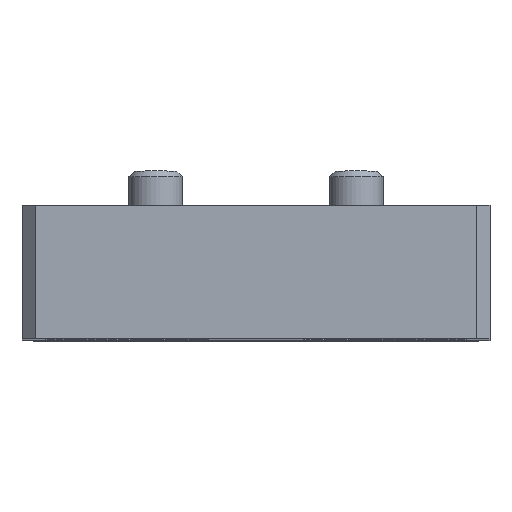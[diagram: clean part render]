
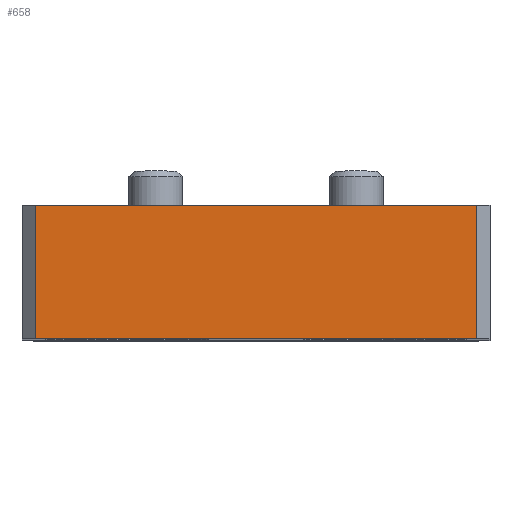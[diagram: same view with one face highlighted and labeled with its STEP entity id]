
A CAD part, top view. The second image highlights one B-rep face of the part: STEP entity #658.
In plain terms, the highlighted face is planar.
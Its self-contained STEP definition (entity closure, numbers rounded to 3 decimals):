
#129=ORIENTED_EDGE('',*,*,#284,.T.);
#130=ORIENTED_EDGE('',*,*,#285,.F.);
#131=ORIENTED_EDGE('',*,*,#286,.F.);
#132=ORIENTED_EDGE('',*,*,#282,.T.);
#282=EDGE_CURVE('',#358,#357,#417,.T.);
#284=EDGE_CURVE('',#357,#359,#419,.T.);
#285=EDGE_CURVE('',#360,#359,#420,.T.);
#286=EDGE_CURVE('',#358,#360,#421,.T.);
#357=VERTEX_POINT('',#1056);
#358=VERTEX_POINT('',#1058);
#359=VERTEX_POINT('',#1062);
#360=VERTEX_POINT('',#1064);
#417=LINE('',#1057,#459);
#419=LINE('',#1061,#461);
#420=LINE('',#1063,#462);
#421=LINE('',#1065,#463);
#459=VECTOR('',#839,1000.);
#461=VECTOR('',#843,1000.);
#462=VECTOR('',#844,1000.);
#463=VECTOR('',#845,1000.);
#490=EDGE_LOOP('',(#129,#130,#131,#132));
#560=FACE_BOUND('',#490,.T.);
#631=PLANE('',#730);
#658=ADVANCED_FACE('',(#560),#631,.F.);
#730=AXIS2_PLACEMENT_3D('',#1060,#841,#842);
#839=DIRECTION('',(0.,-1.,0.));
#841=DIRECTION('',(0.,0.,1.));
#842=DIRECTION('',(1.,0.,0.));
#843=DIRECTION('',(-1.,0.,0.));
#844=DIRECTION('',(0.,-1.,0.));
#845=DIRECTION('',(-1.,0.,0.));
#1056=CARTESIAN_POINT('',(16.5,-5.,-15.));
#1057=CARTESIAN_POINT('',(16.5,5.,-15.));
#1058=CARTESIAN_POINT('',(16.5,5.,-15.));
#1060=CARTESIAN_POINT('',(16.5,5.,-15.));
#1061=CARTESIAN_POINT('',(16.5,-5.,-15.));
#1062=CARTESIAN_POINT('',(-16.5,-5.,-15.));
#1063=CARTESIAN_POINT('',(-16.5,5.,-15.));
#1064=CARTESIAN_POINT('',(-16.5,5.,-15.));
#1065=CARTESIAN_POINT('',(16.5,5.,-15.));
